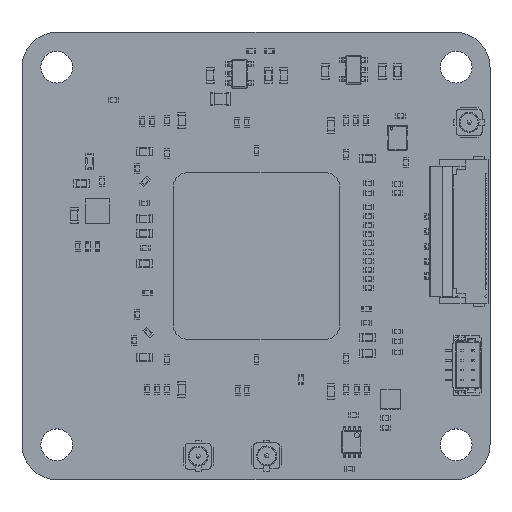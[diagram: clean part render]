
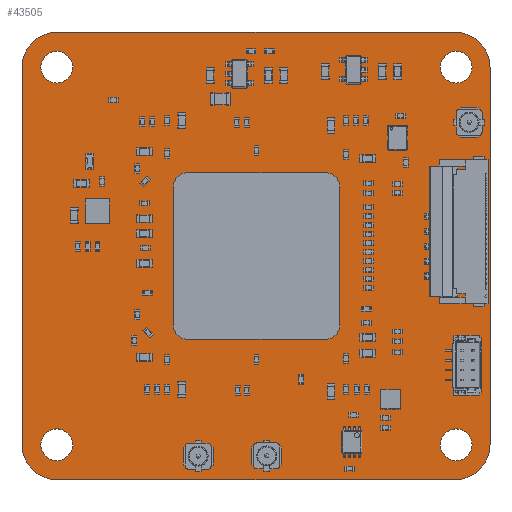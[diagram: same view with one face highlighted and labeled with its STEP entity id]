
A CAD part, top view. The second image highlights one B-rep face of the part: STEP entity #43505.
In plain terms, the highlighted planar face has unit normal (0, 0, 1).
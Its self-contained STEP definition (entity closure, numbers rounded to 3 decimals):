
#645=FACE_BOUND('',#7336,.T.);
#646=FACE_BOUND('',#7337,.T.);
#647=FACE_BOUND('',#7338,.T.);
#648=FACE_BOUND('',#7339,.T.);
#649=FACE_BOUND('',#7340,.T.);
#2887=PLANE('',#46444);
#5022=FACE_OUTER_BOUND('',#7335,.T.);
#7335=EDGE_LOOP('',(#39311,#39312,#39313,#39314,#39315,#39316,#39317,#39318));
#7336=EDGE_LOOP('',(#39319));
#7337=EDGE_LOOP('',(#39320));
#7338=EDGE_LOOP('',(#39321));
#7339=EDGE_LOOP('',(#39322,#39323,#39324,#39325,#39326,#39327,#39328,#39329));
#7340=EDGE_LOOP('',(#39330));
#8106=CIRCLE('',#46429,3.5);
#8118=CIRCLE('',#46445,3.5);
#8119=CIRCLE('',#46446,3.5);
#8120=CIRCLE('',#46447,3.5);
#8121=CIRCLE('',#46448,1.6);
#8122=CIRCLE('',#46449,1.6);
#8123=CIRCLE('',#46450,1.6);
#8124=CIRCLE('',#46451,1.5);
#8125=CIRCLE('',#46452,1.5);
#8126=CIRCLE('',#46453,1.5);
#8127=CIRCLE('',#46454,1.5);
#8128=CIRCLE('',#46455,1.6);
#12974=LINE('',#71018,#18392);
#12978=LINE('',#71026,#18396);
#12986=LINE('',#71066,#18404);
#12987=LINE('',#71070,#18405);
#12988=LINE('',#71082,#18406);
#12989=LINE('',#71086,#18407);
#12990=LINE('',#71090,#18408);
#12991=LINE('',#71093,#18409);
#18392=VECTOR('',#56346,1.);
#18396=VECTOR('',#56352,1.);
#18404=VECTOR('',#56388,1.);
#18405=VECTOR('',#56391,1.);
#18406=VECTOR('',#56402,1.);
#18407=VECTOR('',#56405,1.);
#18408=VECTOR('',#56408,1.);
#18409=VECTOR('',#56411,1.);
#22498=VERTEX_POINT('',#71009);
#22500=VERTEX_POINT('',#71013);
#22501=VERTEX_POINT('',#71017);
#22504=VERTEX_POINT('',#71024);
#22521=VERTEX_POINT('',#71063);
#22522=VERTEX_POINT('',#71065);
#22523=VERTEX_POINT('',#71067);
#22524=VERTEX_POINT('',#71069);
#22525=VERTEX_POINT('',#71072);
#22526=VERTEX_POINT('',#71074);
#22527=VERTEX_POINT('',#71076);
#22528=VERTEX_POINT('',#71078);
#22529=VERTEX_POINT('',#71079);
#22530=VERTEX_POINT('',#71081);
#22531=VERTEX_POINT('',#71083);
#22532=VERTEX_POINT('',#71085);
#22533=VERTEX_POINT('',#71087);
#22534=VERTEX_POINT('',#71089);
#22535=VERTEX_POINT('',#71091);
#22536=VERTEX_POINT('',#71094);
#28193=EDGE_CURVE('',#22498,#22500,#8106,.T.);
#28194=EDGE_CURVE('',#22498,#22501,#12974,.T.);
#28198=EDGE_CURVE('',#22504,#22500,#12978,.T.);
#28217=EDGE_CURVE('',#22504,#22521,#8118,.T.);
#28218=EDGE_CURVE('',#22522,#22521,#12986,.T.);
#28219=EDGE_CURVE('',#22522,#22523,#8119,.T.);
#28220=EDGE_CURVE('',#22524,#22523,#12987,.T.);
#28221=EDGE_CURVE('',#22524,#22501,#8120,.T.);
#28222=EDGE_CURVE('',#22525,#22525,#8121,.T.);
#28223=EDGE_CURVE('',#22526,#22526,#8122,.T.);
#28224=EDGE_CURVE('',#22527,#22527,#8123,.T.);
#28225=EDGE_CURVE('',#22528,#22529,#8124,.T.);
#28226=EDGE_CURVE('',#22528,#22530,#12988,.T.);
#28227=EDGE_CURVE('',#22531,#22530,#8125,.T.);
#28228=EDGE_CURVE('',#22531,#22532,#12989,.T.);
#28229=EDGE_CURVE('',#22533,#22532,#8126,.T.);
#28230=EDGE_CURVE('',#22533,#22534,#12990,.T.);
#28231=EDGE_CURVE('',#22535,#22534,#8127,.T.);
#28232=EDGE_CURVE('',#22535,#22529,#12991,.T.);
#28233=EDGE_CURVE('',#22536,#22536,#8128,.T.);
#39311=ORIENTED_EDGE('',*,*,#28193,.T.);
#39312=ORIENTED_EDGE('',*,*,#28198,.F.);
#39313=ORIENTED_EDGE('',*,*,#28217,.T.);
#39314=ORIENTED_EDGE('',*,*,#28218,.F.);
#39315=ORIENTED_EDGE('',*,*,#28219,.T.);
#39316=ORIENTED_EDGE('',*,*,#28220,.F.);
#39317=ORIENTED_EDGE('',*,*,#28221,.T.);
#39318=ORIENTED_EDGE('',*,*,#28194,.F.);
#39319=ORIENTED_EDGE('',*,*,#28222,.F.);
#39320=ORIENTED_EDGE('',*,*,#28223,.F.);
#39321=ORIENTED_EDGE('',*,*,#28224,.F.);
#39322=ORIENTED_EDGE('',*,*,#28225,.F.);
#39323=ORIENTED_EDGE('',*,*,#28226,.T.);
#39324=ORIENTED_EDGE('',*,*,#28227,.F.);
#39325=ORIENTED_EDGE('',*,*,#28228,.T.);
#39326=ORIENTED_EDGE('',*,*,#28229,.F.);
#39327=ORIENTED_EDGE('',*,*,#28230,.T.);
#39328=ORIENTED_EDGE('',*,*,#28231,.F.);
#39329=ORIENTED_EDGE('',*,*,#28232,.T.);
#39330=ORIENTED_EDGE('',*,*,#28233,.F.);
#43505=ADVANCED_FACE('',(#5022,#645,#646,#647,#648,#649),#2887,.T.);
#46429=AXIS2_PLACEMENT_3D('',#71015,#56342,#56343);
#46444=AXIS2_PLACEMENT_3D('',#71062,#56384,#56385);
#46445=AXIS2_PLACEMENT_3D('',#71064,#56386,#56387);
#46446=AXIS2_PLACEMENT_3D('',#71068,#56389,#56390);
#46447=AXIS2_PLACEMENT_3D('',#71071,#56392,#56393);
#46448=AXIS2_PLACEMENT_3D('',#71073,#56394,#56395);
#46449=AXIS2_PLACEMENT_3D('',#71075,#56396,#56397);
#46450=AXIS2_PLACEMENT_3D('',#71077,#56398,#56399);
#46451=AXIS2_PLACEMENT_3D('',#71080,#56400,#56401);
#46452=AXIS2_PLACEMENT_3D('',#71084,#56403,#56404);
#46453=AXIS2_PLACEMENT_3D('',#71088,#56406,#56407);
#46454=AXIS2_PLACEMENT_3D('',#71092,#56409,#56410);
#46455=AXIS2_PLACEMENT_3D('',#71095,#56412,#56413);
#56342=DIRECTION('center_axis',(0.,0.,1.));
#56343=DIRECTION('ref_axis',(1.,0.,0.));
#56346=DIRECTION('',(0.,-1.,0.));
#56352=DIRECTION('',(1.,0.,0.));
#56384=DIRECTION('center_axis',(0.,0.,1.));
#56385=DIRECTION('ref_axis',(1.,0.,0.));
#56386=DIRECTION('center_axis',(0.,0.,1.));
#56387=DIRECTION('ref_axis',(1.,0.,0.));
#56388=DIRECTION('',(0.,1.,0.));
#56389=DIRECTION('center_axis',(0.,0.,1.));
#56390=DIRECTION('ref_axis',(1.,0.,0.));
#56391=DIRECTION('',(-1.,0.,0.));
#56392=DIRECTION('center_axis',(0.,0.,1.));
#56393=DIRECTION('ref_axis',(1.,0.,0.));
#56394=DIRECTION('center_axis',(0.,0.,1.));
#56395=DIRECTION('ref_axis',(1.,0.,0.));
#56396=DIRECTION('center_axis',(0.,0.,1.));
#56397=DIRECTION('ref_axis',(1.,0.,0.));
#56398=DIRECTION('center_axis',(0.,0.,1.));
#56399=DIRECTION('ref_axis',(1.,0.,0.));
#56400=DIRECTION('center_axis',(0.,0.,1.));
#56401=DIRECTION('ref_axis',(1.,0.,0.));
#56402=DIRECTION('',(1.,0.,0.));
#56403=DIRECTION('center_axis',(0.,0.,1.));
#56404=DIRECTION('ref_axis',(1.,0.,0.));
#56405=DIRECTION('',(0.,-1.,0.));
#56406=DIRECTION('center_axis',(0.,0.,1.));
#56407=DIRECTION('ref_axis',(1.,0.,0.));
#56408=DIRECTION('',(-1.,0.,0.));
#56409=DIRECTION('center_axis',(0.,0.,1.));
#56410=DIRECTION('ref_axis',(1.,0.,0.));
#56411=DIRECTION('',(0.,1.,0.));
#56412=DIRECTION('center_axis',(0.,0.,1.));
#56413=DIRECTION('ref_axis',(1.,0.,0.));
#71009=CARTESIAN_POINT('',(168.5,-78.5,1.6));
#71013=CARTESIAN_POINT('',(165.,-75.,1.6));
#71015=CARTESIAN_POINT('Origin',(165.,-78.5,1.6));
#71017=CARTESIAN_POINT('',(168.5,-116.5,1.6));
#71018=CARTESIAN_POINT('',(168.5,-78.5,1.6));
#71024=CARTESIAN_POINT('',(124.9,-75.,1.6));
#71026=CARTESIAN_POINT('',(124.9,-75.,1.6));
#71062=CARTESIAN_POINT('Origin',(144.95,-97.5,1.6));
#71063=CARTESIAN_POINT('',(121.4,-78.5,1.6));
#71064=CARTESIAN_POINT('Origin',(124.9,-78.5,1.6));
#71065=CARTESIAN_POINT('',(121.4,-116.5,1.6));
#71066=CARTESIAN_POINT('',(121.4,-116.5,1.6));
#71067=CARTESIAN_POINT('',(124.9,-120.,1.6));
#71068=CARTESIAN_POINT('Origin',(124.9,-116.5,1.6));
#71069=CARTESIAN_POINT('',(165.,-120.,1.6));
#71070=CARTESIAN_POINT('',(165.,-120.,1.6));
#71071=CARTESIAN_POINT('Origin',(165.,-116.5,1.6));
#71072=CARTESIAN_POINT('',(123.3,-116.5,1.6));
#71073=CARTESIAN_POINT('Origin',(124.9,-116.5,1.6));
#71074=CARTESIAN_POINT('',(163.5,-116.5,1.6));
#71075=CARTESIAN_POINT('Origin',(165.1,-116.5,1.6));
#71076=CARTESIAN_POINT('',(123.3,-78.5,1.6));
#71077=CARTESIAN_POINT('Origin',(124.9,-78.5,1.6));
#71078=CARTESIAN_POINT('',(138.1,-89.1,1.6));
#71079=CARTESIAN_POINT('',(136.6,-90.6,1.6));
#71080=CARTESIAN_POINT('Origin',(138.1,-90.6,1.6));
#71081=CARTESIAN_POINT('',(151.9,-89.1,1.6));
#71082=CARTESIAN_POINT('',(138.1,-89.1,1.6));
#71083=CARTESIAN_POINT('',(153.4,-90.6,1.6));
#71084=CARTESIAN_POINT('Origin',(151.9,-90.6,1.6));
#71085=CARTESIAN_POINT('',(153.4,-104.4,1.6));
#71086=CARTESIAN_POINT('',(153.4,-90.6,1.6));
#71087=CARTESIAN_POINT('',(151.9,-105.9,1.6));
#71088=CARTESIAN_POINT('Origin',(151.9,-104.4,1.6));
#71089=CARTESIAN_POINT('',(138.1,-105.9,1.6));
#71090=CARTESIAN_POINT('',(151.9,-105.9,1.6));
#71091=CARTESIAN_POINT('',(136.6,-104.4,1.6));
#71092=CARTESIAN_POINT('Origin',(138.1,-104.4,1.6));
#71093=CARTESIAN_POINT('',(136.6,-104.4,1.6));
#71094=CARTESIAN_POINT('',(163.5,-78.5,1.6));
#71095=CARTESIAN_POINT('Origin',(165.1,-78.5,1.6));
